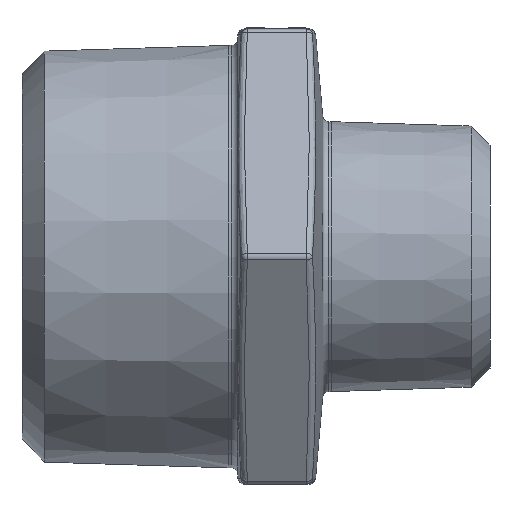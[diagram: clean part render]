
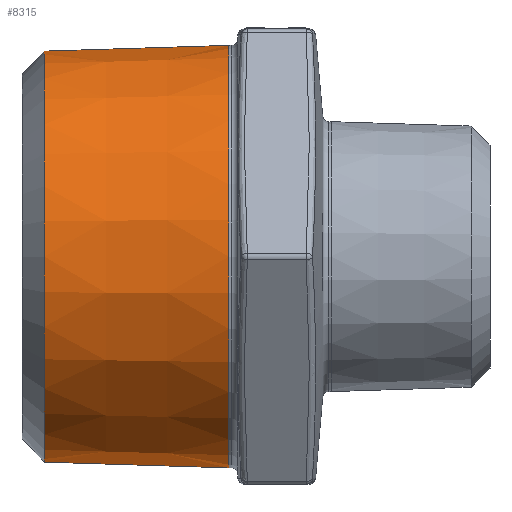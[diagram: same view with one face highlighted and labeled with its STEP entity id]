
A CAD part, front view. The second image highlights one B-rep face of the part: STEP entity #8315.
In plain terms, the highlighted conical face has half-angle 1.79 degrees and reference radius 16.701 mm.
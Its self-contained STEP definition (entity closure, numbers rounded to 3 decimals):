
#121 = CONICAL_SURFACE ( 'NONE', #20075, 16.701, 0.031 ) ;
#315 = ORIENTED_EDGE ( 'NONE', *, *, #4018, .T. ) ;
#615 = DIRECTION ( 'NONE',  ( 1., 0., 0. ) ) ;
#1415 = CARTESIAN_POINT ( 'NONE',  ( -18.376, 0., -16.245 ) ) ;
#1750 = DIRECTION ( 'NONE',  ( -1., 0., 0. ) ) ;
#1881 = DIRECTION ( 'NONE',  ( 0., 0., 1. ) ) ;
#2694 = LINE ( 'NONE', #8440, #19788 ) ;
#3278 = VERTEX_POINT ( 'NONE', #1415 ) ;
#4018 = EDGE_CURVE ( 'NONE', #3278, #19776, #2694, .T. ) ;
#4227 = FACE_OUTER_BOUND ( 'NONE', #16420, .T. ) ;
#4353 = ORIENTED_EDGE ( 'NONE', *, *, #8704, .T. ) ;
#4544 = VERTEX_POINT ( 'NONE', #13628 ) ;
#4740 = CARTESIAN_POINT ( 'NONE',  ( -3.799, 0., 16.701 ) ) ;
#6350 = CIRCLE ( 'NONE', #18696, 16.701 ) ;
#6583 = ORIENTED_EDGE ( 'NONE', *, *, #19604, .T. ) ;
#8131 = DIRECTION ( 'NONE',  ( 1., 0., 0.031 ) ) ;
#8144 = ORIENTED_EDGE ( 'NONE', *, *, #9118, .F. ) ;
#8315 = ADVANCED_FACE ( 'NONE', ( #4227 ), #121, .T. ) ;
#8440 = CARTESIAN_POINT ( 'NONE',  ( -3.799, 0., -16.701 ) ) ;
#8665 = LINE ( 'NONE', #4740, #9686 ) ;
#8704 = EDGE_CURVE ( 'NONE', #4544, #3278, #20368, .T. ) ;
#9118 = EDGE_CURVE ( 'NONE', #4544, #14537, #8665, .T. ) ;
#9686 = VECTOR ( 'NONE', #8131, 1000. ) ;
#10254 = CARTESIAN_POINT ( 'NONE',  ( -3.799, 0., 0. ) ) ;
#11315 = AXIS2_PLACEMENT_3D ( 'NONE', #11494, #17654, #14487 ) ;
#11414 = CARTESIAN_POINT ( 'NONE',  ( -3.799, 0., 0. ) ) ;
#11494 = CARTESIAN_POINT ( 'NONE',  ( -18.376, 0., 0. ) ) ;
#13316 = DIRECTION ( 'NONE',  ( 1., 0., -0.031 ) ) ;
#13416 = CARTESIAN_POINT ( 'NONE',  ( -3.799, 0., -16.701 ) ) ;
#13628 = CARTESIAN_POINT ( 'NONE',  ( -18.376, 0., 16.245 ) ) ;
#14161 = CARTESIAN_POINT ( 'NONE',  ( -3.799, 0., 16.701 ) ) ;
#14487 = DIRECTION ( 'NONE',  ( 0., 0., 1. ) ) ;
#14537 = VERTEX_POINT ( 'NONE', #14161 ) ;
#16420 = EDGE_LOOP ( 'NONE', ( #8144, #4353, #315, #6583 ) ) ;
#16421 = DIRECTION ( 'NONE',  ( 0., 0., -1. ) ) ;
#17654 = DIRECTION ( 'NONE',  ( 1., 0., 0. ) ) ;
#18696 = AXIS2_PLACEMENT_3D ( 'NONE', #11414, #1750, #1881 ) ;
#19604 = EDGE_CURVE ( 'NONE', #19776, #14537, #6350, .T. ) ;
#19776 = VERTEX_POINT ( 'NONE', #13416 ) ;
#19788 = VECTOR ( 'NONE', #13316, 1000. ) ;
#20075 = AXIS2_PLACEMENT_3D ( 'NONE', #10254, #615, #16421 ) ;
#20368 = CIRCLE ( 'NONE', #11315, 16.245 ) ;
